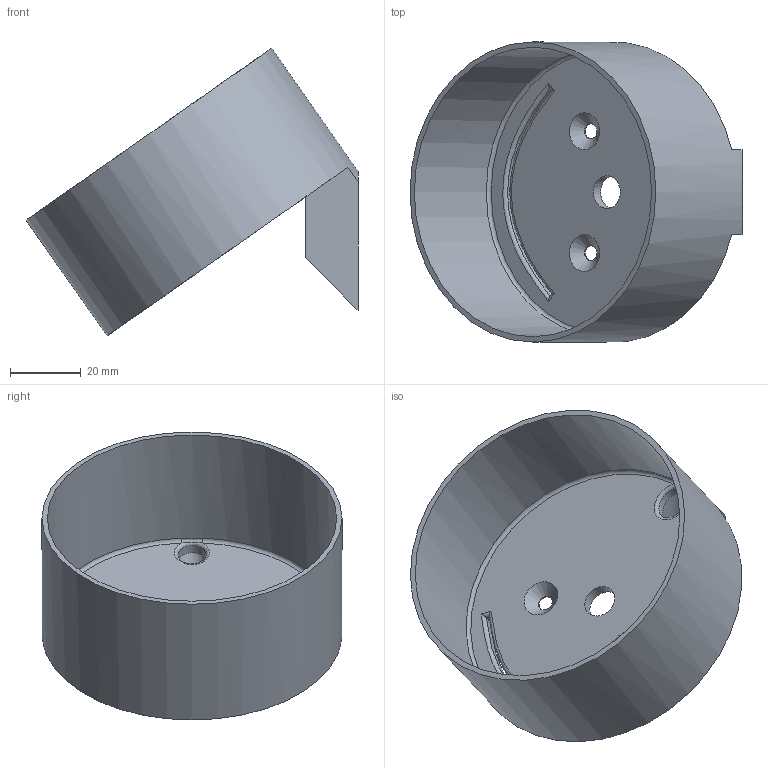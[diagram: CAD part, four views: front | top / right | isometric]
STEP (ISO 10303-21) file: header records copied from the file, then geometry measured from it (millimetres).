
FILE_DESCRIPTION(('HOOPS Exchange Step'),'2;1');
FILE_NAME('temp_export','2025-12-08T16:34:36-05:00',('haggertydl'),('Shapr3D Limited'),'HOOPS Exchange 2025.7','Shapr3D','Authorized');
FILE_SCHEMA( ('AP242_MANAGED_MODEL_BASED_3D_ENGINEERING_MIM_LF {1 0 10303 442 1 1 4}') );
Length unit declared in the file: millimetre
Products named in the file (2): Folder 06; root
Assembly tree (1 placements, depth 2):
  root
    Folder 06
Bounding box: 94.02 x 85 x 81.52 mm (x, y, z)
Volume: 42592.1 mm3; surface area: 34646.8 mm2
Topology: 1 solids, 1 shells, 29 faces, 79 edges, 52 vertices
Faces by surface type: plane 10, cylinder 8, bspline 7, cone 2, extrusion 1, torus 1
Full cylindrical faces by diameter (mm): 4.25 x2, 8 x1, 9.3 x1, 82 x1, 85 x1
Entity records: 5121 total; most frequent: CARTESIAN_POINT 4341, ORIENTED_EDGE 158, DIRECTION 137, EDGE_CURVE 79, AXIS2_PLACEMENT_3D 52, VERTEX_POINT 52, EDGE_LOOP 39, FACE_BOUND 39
